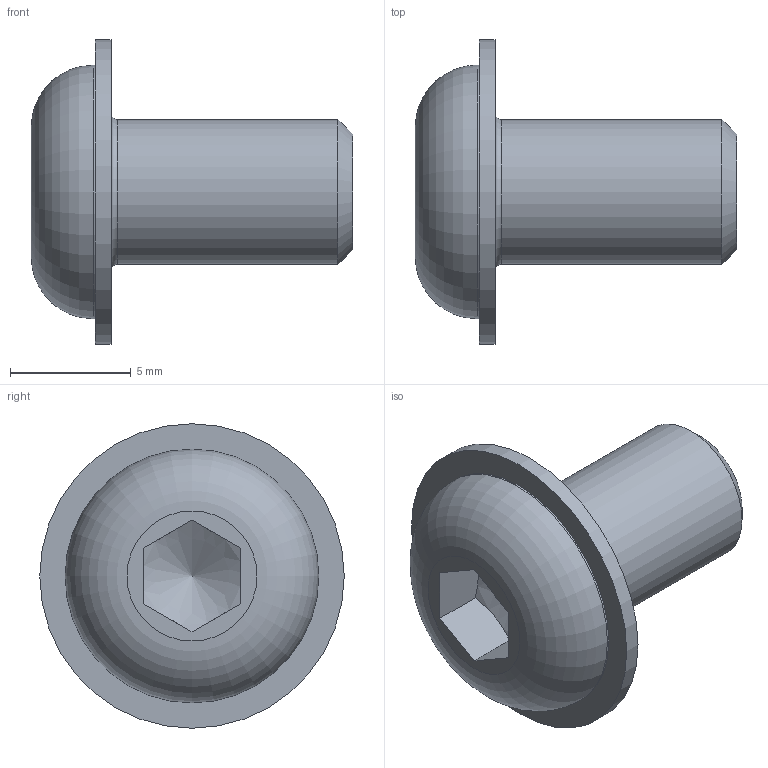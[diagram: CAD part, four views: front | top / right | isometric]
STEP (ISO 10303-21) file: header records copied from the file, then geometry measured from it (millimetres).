
FILE_DESCRIPTION(/* description */ ('šroub s int. podložkou, ISO 7380'),/* implementation_level */ '2;1');
FILE_NAME(/* name */ '200610-2.stp',/* time_stamp */ '2013-12-06T07:48:01+01:00',/* author */ ('PC'),/* organization */ (''),/* preprocessor_version */ 'ST-DEVELOPER v15.2',/* originating_system */ 'Autodesk Inventor 2014',/* authorisation */ '');
FILE_SCHEMA (('AUTOMOTIVE_DESIGN { 1 0 10303 214 3 1 1 }'));
Length unit declared in the file: millimetre
Products named in the file (1): 200610-2
Bounding box: 13.3 x 12.6 x 12.6 mm (x, y, z)
Volume: 513.2 mm3; surface area: 535.3 mm2
Topology: 1 solids, 1 shells, 17 faces, 36 edges, 23 vertices
Faces by surface type: plane 10, cylinder 3, torus 2, cone 2
Full cylindrical faces by diameter (mm): 6 x1, 10.5 x1, 12.6 x1
Entity records: 417 total; most frequent: CARTESIAN_POINT 78, DIRECTION 66, ORIENTED_EDGE 54, EDGE_CURVE 27, AXIS2_PLACEMENT_3D 27, EDGE_LOOP 26, VERTEX_POINT 21, ADVANCED_FACE 17
